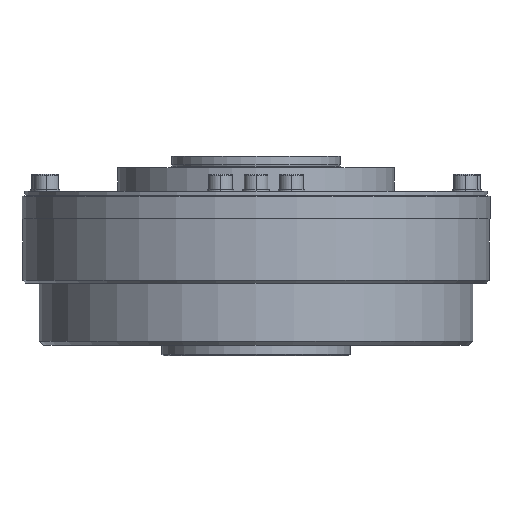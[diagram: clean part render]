
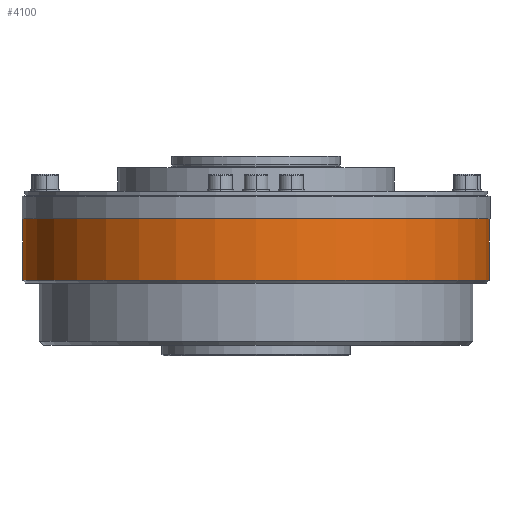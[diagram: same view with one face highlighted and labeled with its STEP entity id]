
A CAD part, front view. The second image highlights one B-rep face of the part: STEP entity #4100.
In plain terms, the highlighted cylindrical face has radius 157.5 mm (diameter 315 mm), a partial arc.
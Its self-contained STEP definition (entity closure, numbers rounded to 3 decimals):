
#3211 = VERTEX_POINT ( 'NONE', #13683 ) ;
#3218 = VERTEX_POINT ( 'NONE', #13722 ) ;
#3219 = VERTEX_POINT ( 'NONE', #13964 ) ;
#3225 = EDGE_CURVE ( 'NONE', #3219, #3211, #13841, .T. ) ;
#3228 = EDGE_CURVE ( 'NONE', #3218, #3350, #13731, .T. ) ;
#3350 = VERTEX_POINT ( 'NONE', #14089 ) ;
#3909 = EDGE_CURVE ( 'NONE', #3219, #3218, #15026, .T. ) ;
#4010 = ORIENTED_EDGE ( 'NONE', *, *, #4011, .F. ) ;
#4011 = EDGE_CURVE ( 'NONE', #3211, #3350, #15344, .T. ) ;
#4084 = EDGE_LOOP ( 'NONE', ( #4093, #4094, #4097, #4010 ) ) ;
#4093 = ORIENTED_EDGE ( 'NONE', *, *, #3225, .F. ) ;
#4094 = ORIENTED_EDGE ( 'NONE', *, *, #3909, .T. ) ;
#4097 = ORIENTED_EDGE ( 'NONE', *, *, #3228, .T. ) ;
#4100 = ADVANCED_FACE ( 'NONE', ( #15463 ), #15462, .T. ) ;
#13683 = CARTESIAN_POINT ( 'NONE',  ( 157.5, 0., 51.1 ) ) ;
#13722 = CARTESIAN_POINT ( 'NONE',  ( -157.5, 0., 92.6 ) ) ;
#13728 = DIRECTION ( 'NONE',  ( 0., 0., -1. ) ) ;
#13729 = VECTOR ( 'NONE', #13728, 1000. ) ;
#13730 = CARTESIAN_POINT ( 'NONE',  ( -157.5, 0., 0. ) ) ;
#13731 = LINE ( 'NONE', #13730, #13729 ) ;
#13732 = DIRECTION ( 'NONE',  ( 0., 0., -1. ) ) ;
#13733 = VECTOR ( 'NONE', #13732, 1000. ) ;
#13840 = CARTESIAN_POINT ( 'NONE',  ( 157.5, 0., 0. ) ) ;
#13841 = LINE ( 'NONE', #13840, #13733 ) ;
#13964 = CARTESIAN_POINT ( 'NONE',  ( 157.5, 0., 92.6 ) ) ;
#14089 = CARTESIAN_POINT ( 'NONE',  ( -157.5, 0., 51.1 ) ) ;
#15022 = DIRECTION ( 'NONE',  ( 1., 0., 0. ) ) ;
#15023 = DIRECTION ( 'NONE',  ( 0., 0., -1. ) ) ;
#15024 = CARTESIAN_POINT ( 'NONE',  ( 0., 0., 92.6 ) ) ;
#15025 = AXIS2_PLACEMENT_3D ( 'NONE', #15024, #15023, #15022 ) ;
#15026 = CIRCLE ( 'NONE', #15025, 157.5 ) ;
#15341 = DIRECTION ( 'NONE',  ( -1., 0., 0. ) ) ;
#15342 = DIRECTION ( 'NONE',  ( 0., 0., -1. ) ) ;
#15343 = AXIS2_PLACEMENT_3D ( 'NONE', #15348, #15342, #15341 ) ;
#15344 = CIRCLE ( 'NONE', #15343, 157.5 ) ;
#15348 = CARTESIAN_POINT ( 'NONE',  ( 0., 0., 51.1 ) ) ;
#15458 = DIRECTION ( 'NONE',  ( -1., 0., 0. ) ) ;
#15459 = DIRECTION ( 'NONE',  ( 0., 0., -1. ) ) ;
#15460 = AXIS2_PLACEMENT_3D ( 'NONE', #15461, #15459, #15458 ) ;
#15461 = CARTESIAN_POINT ( 'NONE',  ( 0., 0., 0. ) ) ;
#15462 = CYLINDRICAL_SURFACE ( 'NONE', #15460, 157.5 ) ;
#15463 = FACE_OUTER_BOUND ( 'NONE', #4084, .T. ) ;
